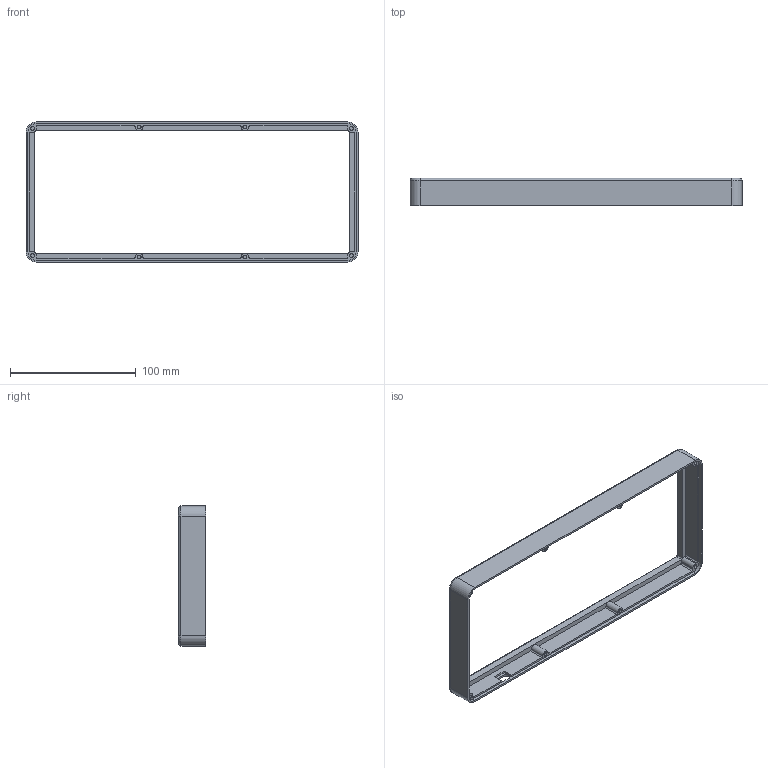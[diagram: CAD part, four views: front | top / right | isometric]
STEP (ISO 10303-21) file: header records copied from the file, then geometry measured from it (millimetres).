
FILE_DESCRIPTION(/* description */ (''),/* implementation_level */ '2;1');
FILE_NAME(/* name */ 'Frame.step',/* time_stamp */ '2022-01-26T00:50:51+01:00',/* author */ (''),/* organization */ (''),/* preprocessor_version */ 'ST-DEVELOPER v18.1',/* originating_system */ 'Autodesk Translation Framework v10.13.0.1454',/* authorisation */ '');
FILE_SCHEMA (('AUTOMOTIVE_DESIGN { 1 0 10303 214 3 1 1 }'));
Length unit declared in the file: millimetre
Products named in the file (1): Frame
Bounding box: 263.65 x 21.5 x 111.25 mm (x, y, z)
Volume: 61504.6 mm3; surface area: 41534.7 mm2
Topology: 1 solids, 1 shells, 117 faces, 300 edges, 192 vertices
Faces by surface type: cylinder 56, plane 53, torus 8
Full cylindrical faces by diameter (mm): 3.1 x8
Entity records: 3622 total; most frequent: DIRECTION 668, CARTESIAN_POINT 610, ORIENTED_EDGE 600, EDGE_CURVE 300, AXIS2_PLACEMENT_3D 250, VERTEX_POINT 192, LINE 168, VECTOR 168
